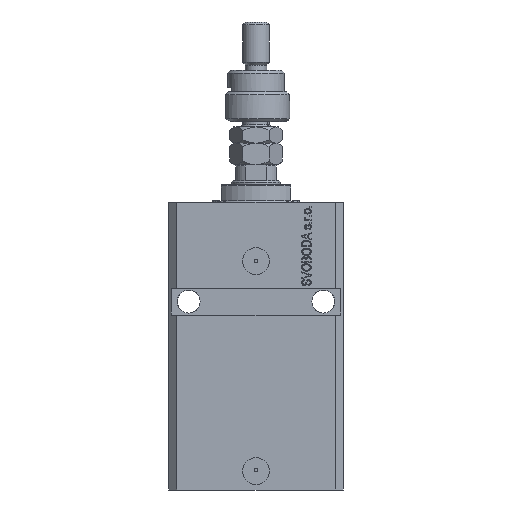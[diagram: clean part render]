
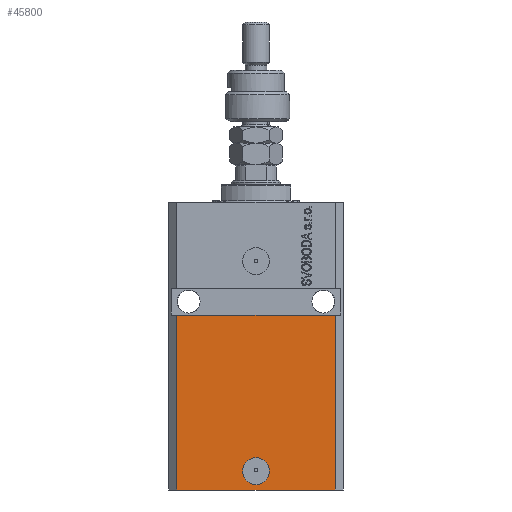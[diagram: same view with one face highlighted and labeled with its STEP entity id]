
A CAD part, front view. The second image highlights one B-rep face of the part: STEP entity #45800.
In plain terms, the highlighted planar face has unit normal (0, -1, 0).
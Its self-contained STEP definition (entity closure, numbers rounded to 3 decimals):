
#283 = CARTESIAN_POINT ( 'NONE',  ( -29.5, -22.5, -107. ) ) ;
#313 = CARTESIAN_POINT ( 'NONE',  ( -29.5, -22.5, -107. ) ) ;
#1388 = DIRECTION ( 'NONE',  ( 1., 0., 0. ) ) ;
#1640 = CARTESIAN_POINT ( 'NONE',  ( -29.5, -22.5, -107. ) ) ;
#1819 = ORIENTED_EDGE ( 'NONE', *, *, #24673, .T. ) ;
#2063 = EDGE_CURVE ( 'NONE', #10471, #33485, #27271, .T. ) ;
#3684 = VECTOR ( 'NONE', #34513, 1000. ) ;
#4360 = EDGE_CURVE ( 'NONE', #42725, #43547, #23537, .T. ) ;
#4728 = VERTEX_POINT ( 'NONE', #48242 ) ;
#5967 = FACE_BOUND ( 'NONE', #48611, .T. ) ;
#5989 = DIRECTION ( 'NONE',  ( 0., -1., 0. ) ) ;
#8266 = DIRECTION ( 'NONE',  ( 0., -1., 0. ) ) ;
#9044 = DIRECTION ( 'NONE',  ( 0., 0., 1. ) ) ;
#10471 = VERTEX_POINT ( 'NONE', #34654 ) ;
#11968 = CARTESIAN_POINT ( 'NONE',  ( 29.5, -22.5, -42. ) ) ;
#13865 = ORIENTED_EDGE ( 'NONE', *, *, #4360, .F. ) ;
#14308 = LINE ( 'NONE', #45752, #34902 ) ;
#14388 = CIRCLE ( 'NONE', #26604, 5. ) ;
#16213 = VECTOR ( 'NONE', #1388, 1000. ) ;
#17727 = DIRECTION ( 'NONE',  ( 0., -1., 0. ) ) ;
#18055 = EDGE_LOOP ( 'NONE', ( #36092, #13865, #36626, #1819 ) ) ;
#20299 = LINE ( 'NONE', #39982, #20561 ) ;
#20561 = VECTOR ( 'NONE', #9044, 1000. ) ;
#21322 = CARTESIAN_POINT ( 'NONE',  ( 0., -22.5, -100. ) ) ;
#21572 = DIRECTION ( 'NONE',  ( 1., 0., 0. ) ) ;
#23239 = DIRECTION ( 'NONE',  ( 1., 0., 0. ) ) ;
#23537 = LINE ( 'NONE', #283, #3684 ) ;
#23852 = LINE ( 'NONE', #1640, #16213 ) ;
#24673 = EDGE_CURVE ( 'NONE', #4728, #26165, #20299, .T. ) ;
#25154 = PLANE ( 'NONE',  #30679 ) ;
#25392 = FACE_OUTER_BOUND ( 'NONE', #18055, .T. ) ;
#26165 = VERTEX_POINT ( 'NONE', #11968 ) ;
#26604 = AXIS2_PLACEMENT_3D ( 'NONE', #27695, #8266, #47376 ) ;
#27271 = CIRCLE ( 'NONE', #46879, 5. ) ;
#27695 = CARTESIAN_POINT ( 'NONE',  ( 0., -22.5, -100. ) ) ;
#30679 = AXIS2_PLACEMENT_3D ( 'NONE', #44060, #17727, #48649 ) ;
#33485 = VERTEX_POINT ( 'NONE', #43942 ) ;
#34513 = DIRECTION ( 'NONE',  ( 0., 0., 1. ) ) ;
#34654 = CARTESIAN_POINT ( 'NONE',  ( 5., -22.5, -100. ) ) ;
#34902 = VECTOR ( 'NONE', #23239, 1000. ) ;
#36092 = ORIENTED_EDGE ( 'NONE', *, *, #36692, .F. ) ;
#36626 = ORIENTED_EDGE ( 'NONE', *, *, #50491, .T. ) ;
#36692 = EDGE_CURVE ( 'NONE', #43547, #26165, #14308, .T. ) ;
#39982 = CARTESIAN_POINT ( 'NONE',  ( 29.5, -22.5, -107. ) ) ;
#42725 = VERTEX_POINT ( 'NONE', #313 ) ;
#42735 = CARTESIAN_POINT ( 'NONE',  ( -29.5, -22.5, -42. ) ) ;
#43547 = VERTEX_POINT ( 'NONE', #42735 ) ;
#43942 = CARTESIAN_POINT ( 'NONE',  ( -5., -22.5, -100. ) ) ;
#44060 = CARTESIAN_POINT ( 'NONE',  ( -29.5, -22.5, -107. ) ) ;
#45719 = EDGE_CURVE ( 'NONE', #33485, #10471, #14388, .T. ) ;
#45752 = CARTESIAN_POINT ( 'NONE',  ( -32.5, -22.5, -42. ) ) ;
#45800 = ADVANCED_FACE ( 'NONE', ( #5967, #25392 ), #25154, .T. ) ;
#46879 = AXIS2_PLACEMENT_3D ( 'NONE', #21322, #5989, #21572 ) ;
#47101 = ORIENTED_EDGE ( 'NONE', *, *, #2063, .F. ) ;
#47376 = DIRECTION ( 'NONE',  ( 1., 0., 0. ) ) ;
#47603 = ORIENTED_EDGE ( 'NONE', *, *, #45719, .F. ) ;
#48242 = CARTESIAN_POINT ( 'NONE',  ( 29.5, -22.5, -107. ) ) ;
#48611 = EDGE_LOOP ( 'NONE', ( #47101, #47603 ) ) ;
#48649 = DIRECTION ( 'NONE',  ( 1., 0., 0. ) ) ;
#50491 = EDGE_CURVE ( 'NONE', #42725, #4728, #23852, .T. ) ;
